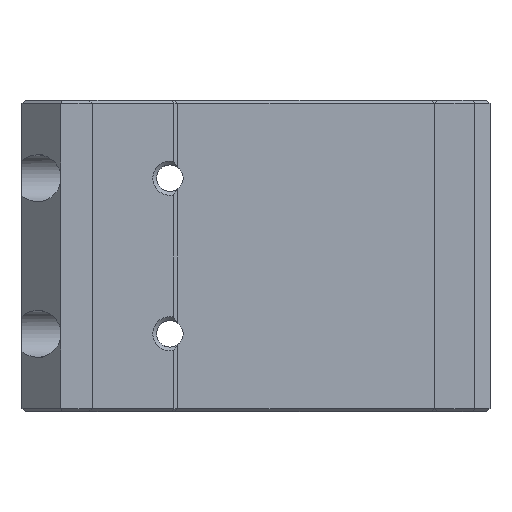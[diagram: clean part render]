
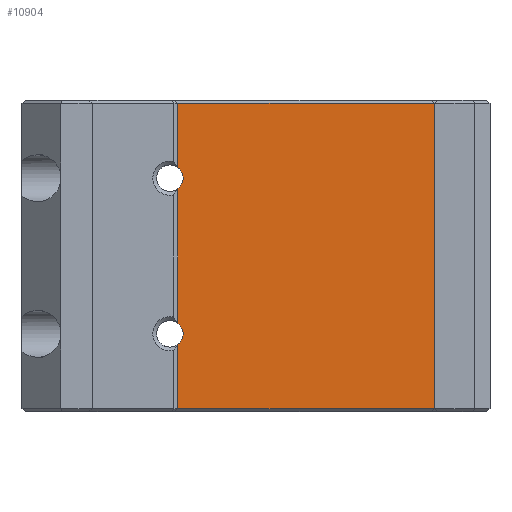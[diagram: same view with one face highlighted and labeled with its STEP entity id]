
A CAD part, front view. The second image highlights one B-rep face of the part: STEP entity #10904.
In plain terms, the highlighted planar face has unit normal (0, -1, 0).
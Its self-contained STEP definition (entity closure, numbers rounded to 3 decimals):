
#144=CIRCLE('',#11315,1.7);
#198=CIRCLE('',#11638,1.7);
#679=FACE_OUTER_BOUND('',#1336,.T.);
#1336=EDGE_LOOP('',(#8819,#8820,#8821,#8822,#8823,#8824,#8825,#8826));
#1887=LINE('',#15567,#3276);
#1908=LINE('',#15608,#3297);
#2105=LINE('',#16040,#3494);
#2477=LINE('',#16858,#3866);
#2480=LINE('',#16865,#3869);
#2481=LINE('',#16867,#3870);
#3276=VECTOR('',#12594,10.);
#3297=VECTOR('',#12633,10.);
#3494=VECTOR('',#12910,10.);
#3866=VECTOR('',#13758,10.);
#3869=VECTOR('',#13767,10.);
#3870=VECTOR('',#13770,10.);
#4534=VERTEX_POINT('',#15411);
#4535=VERTEX_POINT('',#15413);
#4587=VERTEX_POINT('',#15564);
#4599=VERTEX_POINT('',#15604);
#4792=VERTEX_POINT('',#16032);
#4794=VERTEX_POINT('',#16038);
#4994=VERTEX_POINT('',#16856);
#4995=VERTEX_POINT('',#16860);
#5591=EDGE_CURVE('',#4535,#4534,#144,.T.);
#5662=EDGE_CURVE('',#4587,#4534,#1887,.T.);
#5683=EDGE_CURVE('',#4599,#4587,#1908,.T.);
#5900=EDGE_CURVE('',#4794,#4792,#2105,.T.);
#6300=EDGE_CURVE('',#4994,#4794,#2477,.T.);
#6302=EDGE_CURVE('',#4994,#4995,#198,.T.);
#6304=EDGE_CURVE('',#4535,#4995,#2480,.T.);
#6305=EDGE_CURVE('',#4599,#4792,#2481,.T.);
#8819=ORIENTED_EDGE('',*,*,#6305,.T.);
#8820=ORIENTED_EDGE('',*,*,#5900,.F.);
#8821=ORIENTED_EDGE('',*,*,#6300,.F.);
#8822=ORIENTED_EDGE('',*,*,#6302,.T.);
#8823=ORIENTED_EDGE('',*,*,#6304,.F.);
#8824=ORIENTED_EDGE('',*,*,#5591,.T.);
#8825=ORIENTED_EDGE('',*,*,#5662,.F.);
#8826=ORIENTED_EDGE('',*,*,#5683,.F.);
#10299=PLANE('',#11641);
#10904=ADVANCED_FACE('',(#679),#10299,.T.);
#11315=AXIS2_PLACEMENT_3D('',#15414,#12467,#12468);
#11638=AXIS2_PLACEMENT_3D('',#16862,#13762,#13763);
#11641=AXIS2_PLACEMENT_3D('',#16868,#13771,#13772);
#12467=DIRECTION('center_axis',(0.,1.,0.));
#12468=DIRECTION('ref_axis',(1.,0.,0.));
#12594=DIRECTION('',(0.,0.,1.));
#12633=DIRECTION('',(-1.,0.,0.));
#12910=DIRECTION('',(1.,0.,0.));
#13758=DIRECTION('',(0.,0.,1.));
#13762=DIRECTION('center_axis',(0.,1.,0.));
#13763=DIRECTION('ref_axis',(1.,0.,0.));
#13767=DIRECTION('',(0.,0.,1.));
#13770=DIRECTION('',(0.,0.,1.));
#13771=DIRECTION('center_axis',(0.,-1.,0.));
#13772=DIRECTION('ref_axis',(1.,0.,0.));
#15411=CARTESIAN_POINT('',(0.,-74.2,8.625));
#15413=CARTESIAN_POINT('',(0.,-74.2,11.375));
#15414=CARTESIAN_POINT('Origin',(-1.,-74.2,10.));
#15564=CARTESIAN_POINT('',(0.,-74.2,0.4));
#15567=CARTESIAN_POINT('',(0.,-74.2,0.));
#15604=CARTESIAN_POINT('',(33.,-74.2,0.4));
#15608=CARTESIAN_POINT('',(3.25,-74.2,0.4));
#16032=CARTESIAN_POINT('',(33.,-74.2,39.6));
#16038=CARTESIAN_POINT('',(0.,-74.2,39.6));
#16040=CARTESIAN_POINT('',(3.25,-74.2,39.6));
#16856=CARTESIAN_POINT('',(0.,-74.2,31.375));
#16858=CARTESIAN_POINT('',(0.,-74.2,0.));
#16860=CARTESIAN_POINT('',(0.,-74.2,28.625));
#16862=CARTESIAN_POINT('Origin',(-1.,-74.2,30.));
#16865=CARTESIAN_POINT('',(0.,-74.2,0.));
#16867=CARTESIAN_POINT('',(33.,-74.2,0.));
#16868=CARTESIAN_POINT('Origin',(0.,-74.2,0.));
